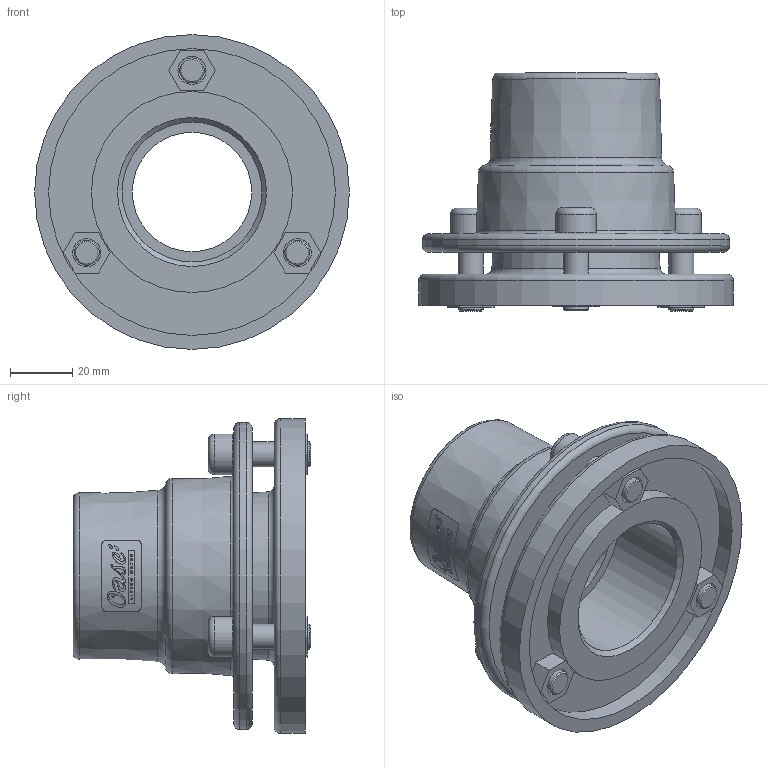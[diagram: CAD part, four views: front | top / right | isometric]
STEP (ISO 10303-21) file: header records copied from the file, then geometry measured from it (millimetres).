
FILE_DESCRIPTION(/* description */ (''),/* implementation_level */ '2;1');
FILE_NAME(/* name */ '51016 Justierflansch 15.stp',/* time_stamp */ '2017-08-11T09:28:55+02:00',/* author */ ('guzb562'),/* organization */ (''),/* preprocessor_version */ 'ST-DEVELOPER v16.1',/* originating_system */ 'Autodesk Inventor 2016',/* authorisation */ '');
FILE_SCHEMA (('AUTOMOTIVE_DESIGN { 1 0 10303 214 3 1 1 }'));
Length unit declared in the file: millimetre
Products named in the file (1): 51016 Justierflansch 15
Bounding box: 101 x 76.3 x 101 mm (x, y, z)
Volume: 157883.5 mm3; surface area: 54459.1 mm2
Topology: 1 solids, 1 shells, 309 faces, 772 edges, 511 vertices
Faces by surface type: plane 164, bspline 78, cone 30, cylinder 26, torus 11
Full cylindrical faces by diameter (mm): 8 x9, 9 x3, 13 x3, 38.298 x1, 44.845 x2, 64.5 x1, 92 x1, 98.5 x1, 101 x1
Entity records: 12157 total; most frequent: CARTESIAN_POINT 5293, ORIENTED_EDGE 1444, DIRECTION 1235, EDGE_CURVE 722, VERTEX_POINT 503, AXIS2_PLACEMENT_3D 449, EDGE_LOOP 405, LINE 337
